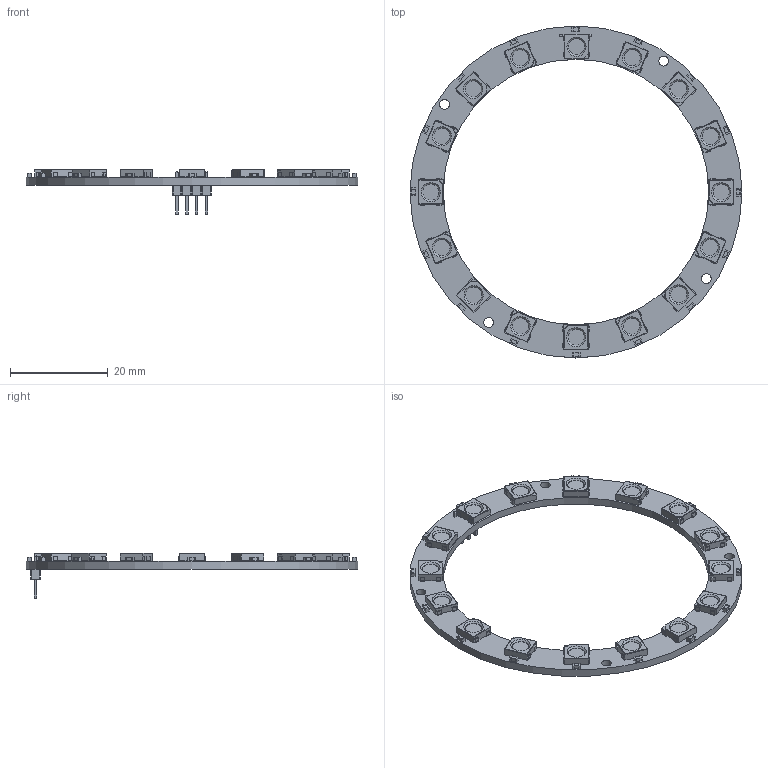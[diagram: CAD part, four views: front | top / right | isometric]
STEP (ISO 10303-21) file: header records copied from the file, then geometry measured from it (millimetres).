
FILE_DESCRIPTION(/* description */ ('KiCad electronic assembly'),/* implementation_level */ '2;1');
FILE_NAME(/* name */ 'PCB_LampRing.step',/* time_stamp */ '2024-11-06T22:08:03+08:00',/* author */ (''),/* organization */ (''),/* preprocessor_version */ 'ST-DEVELOPER v20',/* originating_system */ 'Autodesk Translation Framework v13.20.0.188',/* authorisation */ '');
FILE_SCHEMA (('AUTOMOTIVE_DESIGN { 1 0 10303 214 3 1 1 }'));
Length unit declared in the file: millimetre
Products named in the file (8): LampRing 1; LED_WS2812B_PLCC4_5.0x5.0mm_P3.2mm; LED_WS2812B_PLCC4_50x50mm_P32mm; C_0603_1608Metric; C_0603_1608Metric_1; PinHeader_1x04_P2.00mm_Vertical; PinHeader_1x04_P200mm_Vertical; LampRing_PCB
Assembly tree (37 placements, depth 3):
  LampRing 1
    C_0603_1608Metric  x16
      C_0603_1608Metric_1
    LED_WS2812B_PLCC4_5.0x5.0mm_P3.2mm  x16
      LED_WS2812B_PLCC4_50x50mm_P32mm
    PinHeader_1x04_P2.00mm_Vertical
      PinHeader_1x04_P200mm_Vertical
    LampRing_PCB
Bounding box: 67.8 x 67.8 x 9.3 mm (x, y, z)
Volume: 2665.5 mm3; surface area: 4920.1 mm2
Topology: 34 solids, 34 shells, 1644 faces, 4496 edges, 2912 vertices
Faces by surface type: plane 1078, cylinder 550, cone 16
Full cylindrical faces by diameter (mm): 2 x4, 3.333 x16, 54.2 x1, 67.8 x1
Entity records: 6783 total; most frequent: CARTESIAN_POINT 1102, DIRECTION 1095, ORIENTED_EDGE 1042, EDGE_CURVE 521, LINE 445, VECTOR 445, VERTEX_POINT 332, AXIS2_PLACEMENT_3D 325
